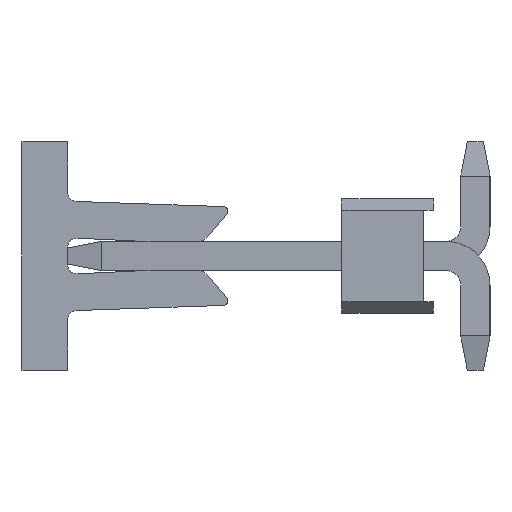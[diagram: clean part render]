
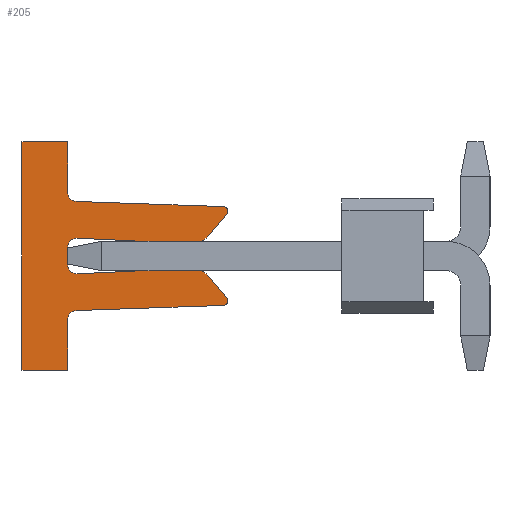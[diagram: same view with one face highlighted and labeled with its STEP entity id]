
A CAD part, left-side view. The second image highlights one B-rep face of the part: STEP entity #205.
In plain terms, the highlighted planar face has unit normal (-1, 0, 0).
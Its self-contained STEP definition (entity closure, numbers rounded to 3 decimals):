
#30=CARTESIAN_POINT('',(6.38,8.,0.));
#31=DIRECTION('',(0.,0.,-1.));
#32=DIRECTION('',(-1.,-0.,-0.));
#33=AXIS2_PLACEMENT_3D('',#30,#32,#31);
#34=PLANE('',#33);
#35=CARTESIAN_POINT('',(6.38,4.597,-1.081));
#36=VERTEX_POINT('',#35);
#37=CARTESIAN_POINT('',(6.38,4.523,-0.917));
#38=VERTEX_POINT('',#37);
#39=CARTESIAN_POINT('',(6.38,4.6,-0.981));
#40=DIRECTION('',(0.,-0.035,-0.999));
#41=DIRECTION('',(-1.,0.,0.));
#42=AXIS2_PLACEMENT_3D('',#39,#41,#40);
#43=CIRCLE('',#42,0.1);
#44=EDGE_CURVE('',#36,#38,#43,.T.);
#45=ORIENTED_EDGE('',*,*,#44,.T.);
#46=CARTESIAN_POINT('',(6.38,4.917,-0.448));
#47=VERTEX_POINT('',#46);
#48=CARTESIAN_POINT('',(6.38,4.523,-0.917));
#49=DIRECTION('',(0.,0.643,0.766));
#50=VECTOR('',#49,0.612);
#51=LINE('',#48,#50);
#52=EDGE_CURVE('',#38,#47,#51,.T.);
#53=ORIENTED_EDGE('',*,*,#52,.T.);
#54=CARTESIAN_POINT('',(6.38,5.324,-0.271));
#55=VERTEX_POINT('',#54);
#56=CARTESIAN_POINT('',(6.38,5.3,-0.77));
#57=DIRECTION('',(0.,-0.766,0.643));
#58=DIRECTION('',(-1.,0.,0.));
#59=AXIS2_PLACEMENT_3D('',#56,#58,#57);
#60=CIRCLE('',#59,0.5);
#61=EDGE_CURVE('',#47,#55,#60,.T.);
#62=ORIENTED_EDGE('',*,*,#61,.T.);
#63=CARTESIAN_POINT('',(6.38,7.79,-0.39));
#64=VERTEX_POINT('',#63);
#65=CARTESIAN_POINT('',(6.38,5.324,-0.271));
#66=DIRECTION('',(0.,0.999,-0.048));
#67=VECTOR('',#66,2.469);
#68=LINE('',#65,#67);
#69=EDGE_CURVE('',#55,#64,#68,.T.);
#70=ORIENTED_EDGE('',*,*,#69,.T.);
#71=CARTESIAN_POINT('',(6.38,8.,-0.19));
#72=VERTEX_POINT('',#71);
#73=CARTESIAN_POINT('',(6.38,7.8,-0.19));
#74=DIRECTION('',(0.,-0.048,-0.999));
#75=DIRECTION('',(1.,0.,0.));
#76=AXIS2_PLACEMENT_3D('',#73,#75,#74);
#77=CIRCLE('',#76,0.2);
#78=EDGE_CURVE('',#64,#72,#77,.T.);
#79=ORIENTED_EDGE('',*,*,#78,.T.);
#80=CARTESIAN_POINT('',(6.38,8.,0.19));
#81=VERTEX_POINT('',#80);
#82=CARTESIAN_POINT('',(6.38,8.,-0.19));
#83=DIRECTION('',(0.,0.,1.));
#84=VECTOR('',#83,0.38);
#85=LINE('',#82,#84);
#86=EDGE_CURVE('',#72,#81,#85,.T.);
#87=ORIENTED_EDGE('',*,*,#86,.T.);
#88=CARTESIAN_POINT('',(6.38,7.79,0.39));
#89=VERTEX_POINT('',#88);
#90=CARTESIAN_POINT('',(6.38,7.8,0.19));
#91=DIRECTION('',(0.,1.,0.));
#92=DIRECTION('',(1.,0.,0.));
#93=AXIS2_PLACEMENT_3D('',#90,#92,#91);
#94=CIRCLE('',#93,0.2);
#95=EDGE_CURVE('',#81,#89,#94,.T.);
#96=ORIENTED_EDGE('',*,*,#95,.T.);
#97=CARTESIAN_POINT('',(6.38,5.324,0.271));
#98=VERTEX_POINT('',#97);
#99=CARTESIAN_POINT('',(6.38,7.79,0.39));
#100=DIRECTION('',(0.,-0.999,-0.048));
#101=VECTOR('',#100,2.469);
#102=LINE('',#99,#101);
#103=EDGE_CURVE('',#89,#98,#102,.T.);
#104=ORIENTED_EDGE('',*,*,#103,.T.);
#105=CARTESIAN_POINT('',(6.38,4.917,0.448));
#106=VERTEX_POINT('',#105);
#107=CARTESIAN_POINT('',(6.38,5.3,0.77));
#108=DIRECTION('',(0.,0.048,-0.999));
#109=DIRECTION('',(-1.,0.,0.));
#110=AXIS2_PLACEMENT_3D('',#107,#109,#108);
#111=CIRCLE('',#110,0.5);
#112=EDGE_CURVE('',#98,#106,#111,.T.);
#113=ORIENTED_EDGE('',*,*,#112,.T.);
#114=CARTESIAN_POINT('',(6.38,4.523,0.917));
#115=VERTEX_POINT('',#114);
#116=CARTESIAN_POINT('',(6.38,4.917,0.448));
#117=DIRECTION('',(0.,-0.643,0.766));
#118=VECTOR('',#117,0.612);
#119=LINE('',#116,#118);
#120=EDGE_CURVE('',#106,#115,#119,.T.);
#121=ORIENTED_EDGE('',*,*,#120,.T.);
#122=CARTESIAN_POINT('',(6.38,4.597,1.081));
#123=VERTEX_POINT('',#122);
#124=CARTESIAN_POINT('',(6.38,4.6,0.981));
#125=DIRECTION('',(0.,-0.766,-0.643));
#126=DIRECTION('',(-1.,0.,0.));
#127=AXIS2_PLACEMENT_3D('',#124,#126,#125);
#128=CIRCLE('',#127,0.1);
#129=EDGE_CURVE('',#115,#123,#128,.T.);
#130=ORIENTED_EDGE('',*,*,#129,.T.);
#131=CARTESIAN_POINT('',(6.38,7.807,1.193));
#132=VERTEX_POINT('',#131);
#133=CARTESIAN_POINT('',(6.38,4.597,1.081));
#134=DIRECTION('',(0.,0.999,0.035));
#135=VECTOR('',#134,3.212);
#136=LINE('',#133,#135);
#137=EDGE_CURVE('',#123,#132,#136,.T.);
#138=ORIENTED_EDGE('',*,*,#137,.T.);
#139=CARTESIAN_POINT('',(6.38,8.,1.393));
#140=VERTEX_POINT('',#139);
#141=CARTESIAN_POINT('',(6.38,7.8,1.393));
#142=DIRECTION('',(0.,0.035,-0.999));
#143=DIRECTION('',(1.,0.,0.));
#144=AXIS2_PLACEMENT_3D('',#141,#143,#142);
#145=CIRCLE('',#144,0.2);
#146=EDGE_CURVE('',#132,#140,#145,.T.);
#147=ORIENTED_EDGE('',*,*,#146,.T.);
#148=CARTESIAN_POINT('',(6.38,8.,2.5));
#149=VERTEX_POINT('',#148);
#150=CARTESIAN_POINT('',(6.38,8.,1.393));
#151=DIRECTION('',(0.,0.,1.));
#152=VECTOR('',#151,1.107);
#153=LINE('',#150,#152);
#154=EDGE_CURVE('',#140,#149,#153,.T.);
#155=ORIENTED_EDGE('',*,*,#154,.T.);
#156=CARTESIAN_POINT('',(6.38,9.,2.5));
#157=VERTEX_POINT('',#156);
#158=CARTESIAN_POINT('',(6.38,8.,2.5));
#159=DIRECTION('',(0.,1.,0.));
#160=VECTOR('',#159,1.);
#161=LINE('',#158,#160);
#162=EDGE_CURVE('',#149,#157,#161,.T.);
#163=ORIENTED_EDGE('',*,*,#162,.T.);
#164=CARTESIAN_POINT('',(6.38,9.,-2.5));
#165=VERTEX_POINT('',#164);
#166=CARTESIAN_POINT('',(6.38,9.,2.5));
#167=DIRECTION('',(0.,0.,-1.));
#168=VECTOR('',#167,5.);
#169=LINE('',#166,#168);
#170=EDGE_CURVE('',#157,#165,#169,.T.);
#171=ORIENTED_EDGE('',*,*,#170,.T.);
#172=CARTESIAN_POINT('',(6.38,8.,-2.5));
#173=VERTEX_POINT('',#172);
#174=CARTESIAN_POINT('',(6.38,9.,-2.5));
#175=DIRECTION('',(0.,-1.,0.));
#176=VECTOR('',#175,1.);
#177=LINE('',#174,#176);
#178=EDGE_CURVE('',#165,#173,#177,.T.);
#179=ORIENTED_EDGE('',*,*,#178,.T.);
#180=CARTESIAN_POINT('',(6.38,8.,-1.393));
#181=VERTEX_POINT('',#180);
#182=CARTESIAN_POINT('',(6.38,8.,-2.5));
#183=DIRECTION('',(0.,0.,1.));
#184=VECTOR('',#183,1.107);
#185=LINE('',#182,#184);
#186=EDGE_CURVE('',#173,#181,#185,.T.);
#187=ORIENTED_EDGE('',*,*,#186,.T.);
#188=CARTESIAN_POINT('',(6.38,7.807,-1.193));
#189=VERTEX_POINT('',#188);
#190=CARTESIAN_POINT('',(6.38,7.8,-1.393));
#191=DIRECTION('',(0.,1.,0.));
#192=DIRECTION('',(1.,0.,0.));
#193=AXIS2_PLACEMENT_3D('',#190,#192,#191);
#194=CIRCLE('',#193,0.2);
#195=EDGE_CURVE('',#181,#189,#194,.T.);
#196=ORIENTED_EDGE('',*,*,#195,.T.);
#197=CARTESIAN_POINT('',(6.38,7.807,-1.193));
#198=DIRECTION('',(0.,-0.999,0.035));
#199=VECTOR('',#198,3.212);
#200=LINE('',#197,#199);
#201=EDGE_CURVE('',#189,#36,#200,.T.);
#202=ORIENTED_EDGE('',*,*,#201,.T.);
#203=EDGE_LOOP('',(#45,#53,#62,#70,#79,#87,#96,#104,#113,#121,#130,#138,#147,#155,#163,#171,#179,#187,#196,#202));
#204=FACE_OUTER_BOUND('',#203,.T.);
#205=ADVANCED_FACE('',(#204),#34,.T.);
